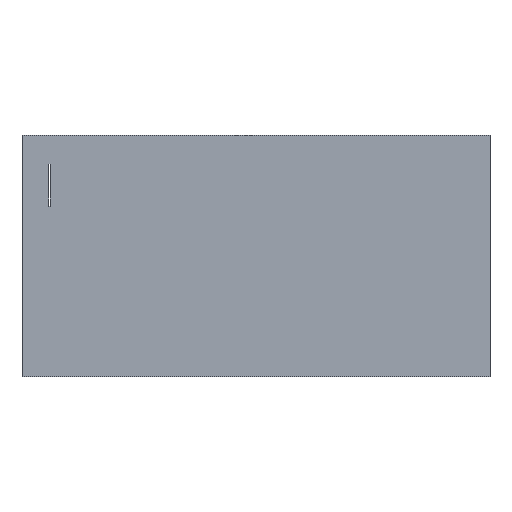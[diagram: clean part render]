
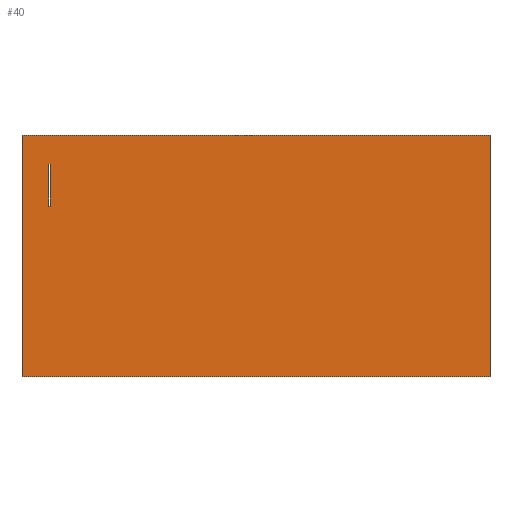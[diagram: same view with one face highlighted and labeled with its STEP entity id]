
A CAD part, top view. The second image highlights one B-rep face of the part: STEP entity #40.
In plain terms, the highlighted planar face has unit normal (0, 0, 1).
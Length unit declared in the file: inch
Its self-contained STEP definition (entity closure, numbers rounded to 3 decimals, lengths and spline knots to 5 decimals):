
#2 = VECTOR ( 'NONE', #70, 39.37008 ) ;
#21 = EDGE_LOOP ( 'NONE', ( #117, #54, #251, #193 ) ) ;
#22 = DIRECTION ( 'NONE',  ( 0., 0., 1. ) ) ;
#28 = LINE ( 'NONE', #121, #59 ) ;
#32 = CARTESIAN_POINT ( 'NONE',  ( 3.65558, 1.63735, 0.25 ) ) ;
#35 = ORIENTED_EDGE ( 'NONE', *, *, #177, .T. ) ;
#40 = ADVANCED_FACE ( 'NONE', ( #144, #196 ), #373, .T. ) ;
#47 = CARTESIAN_POINT ( 'NONE',  ( -2.57045, 1.22533, 0.25 ) ) ;
#54 = ORIENTED_EDGE ( 'NONE', *, *, #341, .F. ) ;
#59 = VECTOR ( 'NONE', #203, 39.37008 ) ;
#62 = DIRECTION ( 'NONE',  ( 0., -1., 0. ) ) ;
#65 = DIRECTION ( 'NONE',  ( 0., -1., 0. ) ) ;
#67 = VERTEX_POINT ( 'NONE', #374 ) ;
#68 = CARTESIAN_POINT ( 'NONE',  ( -2.54967, 1.22533, 0.25 ) ) ;
#70 = DIRECTION ( 'NONE',  ( 1., 0., 0. ) ) ;
#72 = ORIENTED_EDGE ( 'NONE', *, *, #258, .T. ) ;
#80 = DIRECTION ( 'NONE',  ( -1., 0., 0. ) ) ;
#90 = CARTESIAN_POINT ( 'NONE',  ( -2.94991, 1.63735, 0.25 ) ) ;
#95 = EDGE_CURVE ( 'NONE', #352, #245, #281, .T. ) ;
#97 = ORIENTED_EDGE ( 'NONE', *, *, #95, .T. ) ;
#101 = VERTEX_POINT ( 'NONE', #348 ) ;
#102 = EDGE_CURVE ( 'NONE', #67, #168, #215, .T. ) ;
#117 = ORIENTED_EDGE ( 'NONE', *, *, #141, .F. ) ;
#121 = CARTESIAN_POINT ( 'NONE',  ( -2.94991, 1.63735, 0.25 ) ) ;
#123 = LINE ( 'NONE', #242, #2 ) ;
#130 = VERTEX_POINT ( 'NONE', #318 ) ;
#134 = VECTOR ( 'NONE', #62, 39.37008 ) ;
#141 = EDGE_CURVE ( 'NONE', #176, #130, #297, .T. ) ;
#142 = LINE ( 'NONE', #47, #165 ) ;
#144 = FACE_BOUND ( 'NONE', #21, .T. ) ;
#145 = CARTESIAN_POINT ( 'NONE',  ( -2.54967, 1.22533, 0.25 ) ) ;
#159 = VECTOR ( 'NONE', #286, 39.37008 ) ;
#163 = CARTESIAN_POINT ( 'NONE',  ( -2.94991, -1.7754, 0.25 ) ) ;
#165 = VECTOR ( 'NONE', #80, 39.37008 ) ;
#166 = CARTESIAN_POINT ( 'NONE',  ( -2.94991, -1.7754, 0.25 ) ) ;
#168 = VERTEX_POINT ( 'NONE', #163 ) ;
#176 = VERTEX_POINT ( 'NONE', #231 ) ;
#177 = EDGE_CURVE ( 'NONE', #168, #352, #208, .T. ) ;
#178 = DIRECTION ( 'NONE',  ( 0., 1., 0. ) ) ;
#179 = CARTESIAN_POINT ( 'NONE',  ( 3.65558, -1.7754, 0.25 ) ) ;
#183 = AXIS2_PLACEMENT_3D ( 'NONE', #340, #22, #226 ) ;
#189 = VERTEX_POINT ( 'NONE', #68 ) ;
#193 = ORIENTED_EDGE ( 'NONE', *, *, #283, .F. ) ;
#196 = FACE_OUTER_BOUND ( 'NONE', #237, .T. ) ;
#203 = DIRECTION ( 'NONE',  ( -1., 0., 0. ) ) ;
#208 = LINE ( 'NONE', #166, #234 ) ;
#215 = LINE ( 'NONE', #90, #364 ) ;
#226 = DIRECTION ( 'NONE',  ( 1., 0., 0. ) ) ;
#227 = EDGE_CURVE ( 'NONE', #101, #189, #367, .T. ) ;
#231 = CARTESIAN_POINT ( 'NONE',  ( -2.57045, 1.22533, 0.25 ) ) ;
#232 = CARTESIAN_POINT ( 'NONE',  ( -2.57045, 1.22533, 0.25 ) ) ;
#234 = VECTOR ( 'NONE', #238, 39.37008 ) ;
#237 = EDGE_LOOP ( 'NONE', ( #275, #35, #97, #72 ) ) ;
#238 = DIRECTION ( 'NONE',  ( 1., 0., 0. ) ) ;
#242 = CARTESIAN_POINT ( 'NONE',  ( -2.57045, 0.63434, 0.25 ) ) ;
#245 = VERTEX_POINT ( 'NONE', #246 ) ;
#246 = CARTESIAN_POINT ( 'NONE',  ( 3.65558, 1.63735, 0.25 ) ) ;
#251 = ORIENTED_EDGE ( 'NONE', *, *, #227, .F. ) ;
#258 = EDGE_CURVE ( 'NONE', #245, #67, #28, .T. ) ;
#260 = VECTOR ( 'NONE', #178, 39.37008 ) ;
#275 = ORIENTED_EDGE ( 'NONE', *, *, #102, .T. ) ;
#281 = LINE ( 'NONE', #32, #159 ) ;
#283 = EDGE_CURVE ( 'NONE', #130, #101, #123, .T. ) ;
#286 = DIRECTION ( 'NONE',  ( 0., 1., 0. ) ) ;
#297 = LINE ( 'NONE', #232, #134 ) ;
#318 = CARTESIAN_POINT ( 'NONE',  ( -2.57045, 0.63434, 0.25 ) ) ;
#340 = CARTESIAN_POINT ( 'NONE',  ( 0., 0., 0.25 ) ) ;
#341 = EDGE_CURVE ( 'NONE', #189, #176, #142, .T. ) ;
#348 = CARTESIAN_POINT ( 'NONE',  ( -2.54967, 0.63434, 0.25 ) ) ;
#352 = VERTEX_POINT ( 'NONE', #179 ) ;
#364 = VECTOR ( 'NONE', #65, 39.37008 ) ;
#367 = LINE ( 'NONE', #145, #260 ) ;
#373 = PLANE ( 'NONE',  #183 ) ;
#374 = CARTESIAN_POINT ( 'NONE',  ( -2.94991, 1.63735, 0.25 ) ) ;
